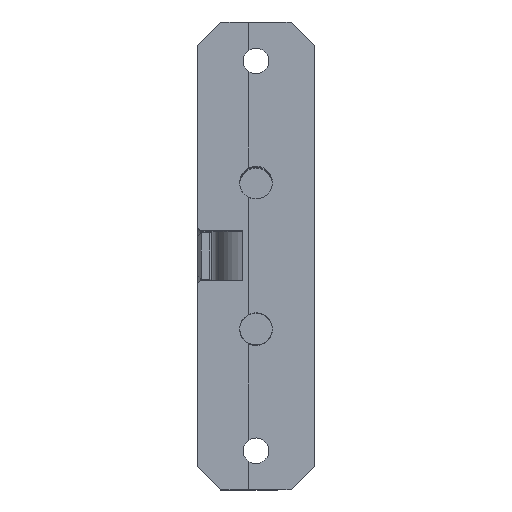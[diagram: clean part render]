
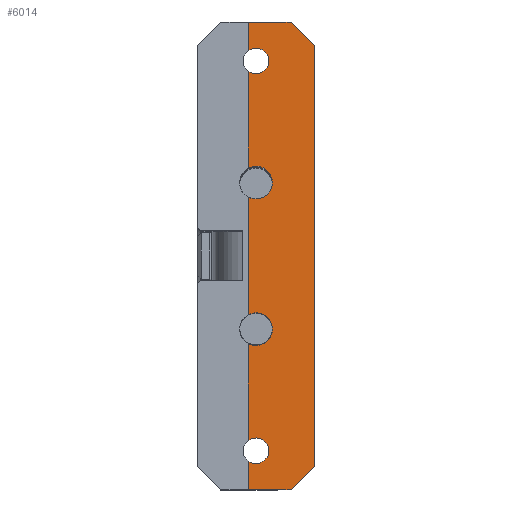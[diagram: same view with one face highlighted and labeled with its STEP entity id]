
A CAD part, top view. The second image highlights one B-rep face of the part: STEP entity #6014.
In plain terms, the highlighted planar face has unit normal (0, 0, 1).
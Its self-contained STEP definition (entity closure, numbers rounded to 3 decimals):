
#316=CIRCLE('',#6514,2.1);
#318=CIRCLE('',#6517,1.65);
#320=CIRCLE('',#6519,1.65);
#332=CIRCLE('',#6562,1.65);
#333=CIRCLE('',#6563,1.65);
#334=CIRCLE('',#6564,2.1);
#697=FACE_OUTER_BOUND('',#1051,.T.);
#1051=EDGE_LOOP('',(#5376,#5377,#5378,#5379,#5380,#5381,#5382,#5383,#5384,
#5385,#5386,#5387,#5388,#5389,#5390,#5391));
#1620=LINE('',#10112,#2262);
#1624=LINE('',#10120,#2266);
#1626=LINE('',#10123,#2268);
#1631=LINE('',#10132,#2273);
#1686=LINE('',#10292,#2328);
#1691=LINE('',#10304,#2333);
#1692=LINE('',#10306,#2334);
#1693=LINE('',#10308,#2335);
#1694=LINE('',#10310,#2336);
#1695=LINE('',#10316,#2337);
#2262=VECTOR('',#8074,10.);
#2266=VECTOR('',#8080,10.);
#2268=VECTOR('',#8084,10.);
#2273=VECTOR('',#8091,10.);
#2328=VECTOR('',#8212,10.);
#2333=VECTOR('',#8227,10.);
#2334=VECTOR('',#8228,10.);
#2335=VECTOR('',#8229,10.);
#2336=VECTOR('',#8230,10.);
#2337=VECTOR('',#8235,10.);
#2799=VERTEX_POINT('',#10083);
#2802=VERTEX_POINT('',#10090);
#2804=VERTEX_POINT('',#10095);
#2806=VERTEX_POINT('',#10099);
#2807=VERTEX_POINT('',#10101);
#2810=VERTEX_POINT('',#10109);
#2811=VERTEX_POINT('',#10111);
#2814=VERTEX_POINT('',#10118);
#2862=VERTEX_POINT('',#10291);
#2864=VERTEX_POINT('',#10303);
#2865=VERTEX_POINT('',#10305);
#2866=VERTEX_POINT('',#10307);
#2867=VERTEX_POINT('',#10309);
#2868=VERTEX_POINT('',#10311);
#2869=VERTEX_POINT('',#10313);
#2870=VERTEX_POINT('',#10315);
#3619=EDGE_CURVE('',#2802,#2799,#316,.T.);
#3623=EDGE_CURVE('',#2806,#2807,#318,.T.);
#3626=EDGE_CURVE('',#2807,#2804,#320,.T.);
#3628=EDGE_CURVE('',#2810,#2811,#1620,.T.);
#3632=EDGE_CURVE('',#2814,#2806,#1624,.T.);
#3634=EDGE_CURVE('',#2811,#2814,#1626,.T.);
#3639=EDGE_CURVE('',#2804,#2802,#1631,.T.);
#3706=EDGE_CURVE('',#2862,#2799,#1686,.T.);
#3713=EDGE_CURVE('',#2864,#2810,#1691,.T.);
#3714=EDGE_CURVE('',#2864,#2865,#1692,.T.);
#3715=EDGE_CURVE('',#2865,#2866,#1693,.T.);
#3716=EDGE_CURVE('',#2866,#2867,#1694,.T.);
#3717=EDGE_CURVE('',#2867,#2868,#332,.T.);
#3718=EDGE_CURVE('',#2868,#2869,#333,.T.);
#3719=EDGE_CURVE('',#2869,#2870,#1695,.T.);
#3720=EDGE_CURVE('',#2870,#2862,#334,.T.);
#5376=ORIENTED_EDGE('',*,*,#3713,.F.);
#5377=ORIENTED_EDGE('',*,*,#3714,.T.);
#5378=ORIENTED_EDGE('',*,*,#3715,.T.);
#5379=ORIENTED_EDGE('',*,*,#3716,.T.);
#5380=ORIENTED_EDGE('',*,*,#3717,.T.);
#5381=ORIENTED_EDGE('',*,*,#3718,.T.);
#5382=ORIENTED_EDGE('',*,*,#3719,.T.);
#5383=ORIENTED_EDGE('',*,*,#3720,.T.);
#5384=ORIENTED_EDGE('',*,*,#3706,.T.);
#5385=ORIENTED_EDGE('',*,*,#3619,.F.);
#5386=ORIENTED_EDGE('',*,*,#3639,.F.);
#5387=ORIENTED_EDGE('',*,*,#3626,.F.);
#5388=ORIENTED_EDGE('',*,*,#3623,.F.);
#5389=ORIENTED_EDGE('',*,*,#3632,.F.);
#5390=ORIENTED_EDGE('',*,*,#3634,.F.);
#5391=ORIENTED_EDGE('',*,*,#3628,.F.);
#5679=PLANE('',#6561);
#6014=ADVANCED_FACE('',(#697),#5679,.F.);
#6514=AXIS2_PLACEMENT_3D('',#10092,#8056,#8057);
#6517=AXIS2_PLACEMENT_3D('',#10102,#8064,#8065);
#6519=AXIS2_PLACEMENT_3D('',#10106,#8069,#8070);
#6561=AXIS2_PLACEMENT_3D('',#10302,#8225,#8226);
#6562=AXIS2_PLACEMENT_3D('',#10312,#8231,#8232);
#6563=AXIS2_PLACEMENT_3D('',#10314,#8233,#8234);
#6564=AXIS2_PLACEMENT_3D('',#10317,#8236,#8237);
#8056=DIRECTION('center_axis',(0.,0.,
1.));
#8057=DIRECTION('ref_axis',(1.,0.,0.));
#8064=DIRECTION('center_axis',(0.,0.,
1.));
#8065=DIRECTION('ref_axis',(-1.,0.,0.));
#8069=DIRECTION('center_axis',(0.,0.,
1.));
#8070=DIRECTION('ref_axis',(-1.,0.,0.));
#8074=DIRECTION('',(-0.707,-0.707,0.));
#8080=DIRECTION('',(0.,1.,0.));
#8084=DIRECTION('',(-1.,0.,0.));
#8091=DIRECTION('',(0.,1.,0.));
#8212=DIRECTION('',(0.,-1.,0.));
#8225=DIRECTION('center_axis',(0.,0.,
-1.));
#8226=DIRECTION('ref_axis',(0.,-1.,0.));
#8227=DIRECTION('',(0.,-1.,0.));
#8228=DIRECTION('',(-0.707,0.707,0.));
#8229=DIRECTION('',(-1.,0.,0.));
#8230=DIRECTION('',(0.,-1.,0.));
#8231=DIRECTION('center_axis',(0.,0.,
-1.));
#8232=DIRECTION('ref_axis',(-1.,0.,0.));
#8233=DIRECTION('center_axis',(0.,0.,
-1.));
#8234=DIRECTION('ref_axis',(-1.,0.,0.));
#8235=DIRECTION('',(0.,-1.,0.));
#8236=DIRECTION('center_axis',(0.,0.,
-1.));
#8237=DIRECTION('ref_axis',(1.,0.,0.));
#10083=CARTESIAN_POINT('',(218.4,31.745,43.862));
#10090=CARTESIAN_POINT('',(218.4,28.051,43.862));
#10092=CARTESIAN_POINT('Origin',(219.4,29.898,43.862));
#10095=CARTESIAN_POINT('',(218.4,15.611,43.862));
#10099=CARTESIAN_POINT('',(218.4,12.986,43.862));
#10101=CARTESIAN_POINT('',(221.05,14.298,43.862));
#10102=CARTESIAN_POINT('Origin',(219.4,14.298,43.862));
#10106=CARTESIAN_POINT('Origin',(219.4,14.298,43.862));
#10109=CARTESIAN_POINT('',(226.9,12.298,43.862));
#10111=CARTESIAN_POINT('',(223.9,9.298,43.862));
#10112=CARTESIAN_POINT('',(236.45,21.848,43.862));
#10118=CARTESIAN_POINT('',(218.4,9.298,43.862));
#10120=CARTESIAN_POINT('',(218.4,35.848,43.862));
#10123=CARTESIAN_POINT('',(216.65,9.298,43.862));
#10132=CARTESIAN_POINT('',(218.4,38.973,43.862));
#10291=CARTESIAN_POINT('',(218.4,46.852,43.862));
#10292=CARTESIAN_POINT('',(218.4,31.598,43.862));
#10302=CARTESIAN_POINT('Origin',(221.4,16.598,43.862));
#10303=CARTESIAN_POINT('',(226.9,66.298,43.862));
#10304=CARTESIAN_POINT('',(226.9,35.648,43.862));
#10305=CARTESIAN_POINT('',(223.9,69.298,43.862));
#10306=CARTESIAN_POINT('',(236.45,56.748,43.862));
#10307=CARTESIAN_POINT('',(218.4,69.298,43.862));
#10308=CARTESIAN_POINT('',(216.65,69.298,43.862));
#10309=CARTESIAN_POINT('',(218.4,65.611,43.862));
#10310=CARTESIAN_POINT('',(218.4,42.748,43.862));
#10311=CARTESIAN_POINT('',(221.05,64.298,43.862));
#10312=CARTESIAN_POINT('Origin',(219.4,64.298,43.862));
#10313=CARTESIAN_POINT('',(218.4,62.986,43.862));
#10314=CARTESIAN_POINT('Origin',(219.4,64.298,43.862));
#10315=CARTESIAN_POINT('',(218.4,50.545,43.862));
#10316=CARTESIAN_POINT('',(218.4,39.623,43.862));
#10317=CARTESIAN_POINT('Origin',(219.4,48.698,43.862));
